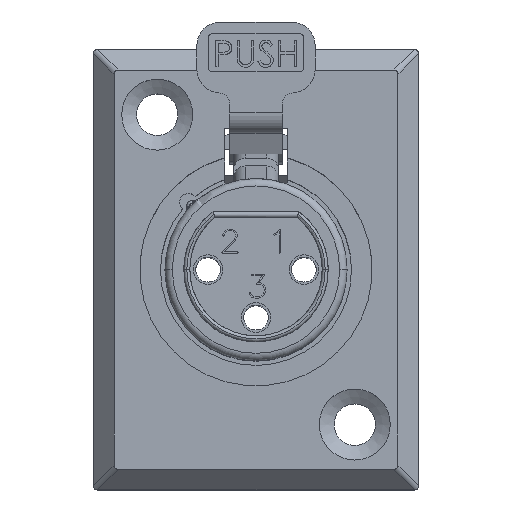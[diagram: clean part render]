
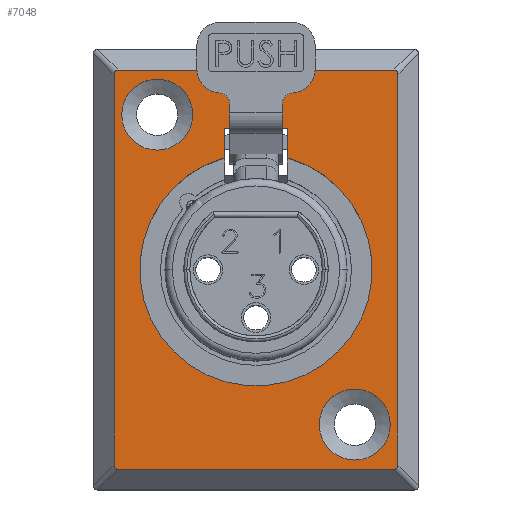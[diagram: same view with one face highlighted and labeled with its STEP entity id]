
A CAD part, top view. The second image highlights one B-rep face of the part: STEP entity #7048.
In plain terms, the highlighted planar face has unit normal (0, 0, 1).
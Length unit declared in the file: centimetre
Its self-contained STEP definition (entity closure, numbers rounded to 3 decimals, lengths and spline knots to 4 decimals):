
#340=PLANE('',#7526);
#536=ELLIPSE('',#7486,0.0866,0.05);
#537=ELLIPSE('',#7488,0.0866,0.05);
#538=ELLIPSE('',#7490,0.0866,0.05);
#539=ELLIPSE('',#7492,0.0866,0.05);
#844=LINE('',#11301,#1449);
#845=LINE('',#11303,#1450);
#846=LINE('',#11305,#1451);
#847=LINE('',#11307,#1452);
#848=LINE('',#11310,#1453);
#851=LINE('',#11316,#1456);
#855=LINE('',#11322,#1460);
#1449=VECTOR('',#8316,100.);
#1450=VECTOR('',#8319,100.);
#1451=VECTOR('',#8322,100.);
#1452=VECTOR('',#8325,100.);
#1453=VECTOR('',#8328,100.);
#1456=VECTOR('',#8333,100.);
#1460=VECTOR('',#8339,100.);
#2062=FACE_BOUND('',#2595,.T.);
#2063=FACE_BOUND('',#2596,.T.);
#2064=FACE_BOUND('',#2597,.T.);
#2190=FACE_OUTER_BOUND('',#2594,.T.);
#2594=EDGE_LOOP('',(#5316,#5317,#5318,#5319,#5320,#5321,#5322,#5323));
#2595=EDGE_LOOP('',(#5324,#5325,#5326,#5327));
#2596=EDGE_LOOP('',(#5328));
#2597=EDGE_LOOP('',(#5329));
#2955=CIRCLE('',#7366,0.3);
#2958=CIRCLE('',#7371,0.9825);
#2960=CIRCLE('',#7374,0.3);
#3165=VERTEX_POINT('',#9608);
#3169=VERTEX_POINT('',#9617);
#3170=VERTEX_POINT('',#9619);
#3172=VERTEX_POINT('',#9625);
#3270=VERTEX_POINT('',#10936);
#3271=VERTEX_POINT('',#10938);
#3276=VERTEX_POINT('',#10958);
#3277=VERTEX_POINT('',#10960);
#3282=VERTEX_POINT('',#10980);
#3283=VERTEX_POINT('',#10982);
#3288=VERTEX_POINT('',#11002);
#3289=VERTEX_POINT('',#11004);
#3306=VERTEX_POINT('',#11309);
#3308=VERTEX_POINT('',#11315);
#3857=EDGE_CURVE('',#3165,#3165,#2955,.T.);
#3861=EDGE_CURVE('',#3169,#3170,#2958,.T.);
#3864=EDGE_CURVE('',#3172,#3172,#2960,.T.);
#4001=EDGE_CURVE('',#3271,#3270,#536,.T.);
#4007=EDGE_CURVE('',#3277,#3276,#537,.T.);
#4013=EDGE_CURVE('',#3283,#3282,#538,.T.);
#4019=EDGE_CURVE('',#3289,#3288,#539,.T.);
#4062=EDGE_CURVE('',#3283,#3270,#844,.T.);
#4063=EDGE_CURVE('',#3271,#3276,#845,.T.);
#4064=EDGE_CURVE('',#3277,#3288,#846,.T.);
#4065=EDGE_CURVE('',#3289,#3282,#847,.T.);
#4066=EDGE_CURVE('',#3170,#3306,#848,.T.);
#4069=EDGE_CURVE('',#3306,#3308,#851,.T.);
#4073=EDGE_CURVE('',#3308,#3169,#855,.T.);
#5316=ORIENTED_EDGE('',*,*,#4019,.T.);
#5317=ORIENTED_EDGE('',*,*,#4064,.F.);
#5318=ORIENTED_EDGE('',*,*,#4007,.T.);
#5319=ORIENTED_EDGE('',*,*,#4063,.F.);
#5320=ORIENTED_EDGE('',*,*,#4001,.T.);
#5321=ORIENTED_EDGE('',*,*,#4062,.F.);
#5322=ORIENTED_EDGE('',*,*,#4013,.T.);
#5323=ORIENTED_EDGE('',*,*,#4065,.F.);
#5324=ORIENTED_EDGE('',*,*,#4073,.F.);
#5325=ORIENTED_EDGE('',*,*,#4069,.F.);
#5326=ORIENTED_EDGE('',*,*,#4066,.F.);
#5327=ORIENTED_EDGE('',*,*,#3861,.F.);
#5328=ORIENTED_EDGE('',*,*,#3857,.F.);
#5329=ORIENTED_EDGE('',*,*,#3864,.F.);
#7048=ADVANCED_FACE('',(#2190,#2062,#2063,#2064),#340,.F.);
#7366=AXIS2_PLACEMENT_3D('',#9609,#7916,#7917);
#7371=AXIS2_PLACEMENT_3D('',#9620,#7927,#7928);
#7374=AXIS2_PLACEMENT_3D('',#9626,#7934,#7935);
#7486=AXIS2_PLACEMENT_3D('',#10939,#8207,#8208);
#7488=AXIS2_PLACEMENT_3D('',#10961,#8215,#8216);
#7490=AXIS2_PLACEMENT_3D('',#10983,#8223,#8224);
#7492=AXIS2_PLACEMENT_3D('',#11005,#8231,#8232);
#7526=AXIS2_PLACEMENT_3D('',#11324,#8342,#8343);
#7916=DIRECTION('center_axis',(0.,0.,
1.));
#7917=DIRECTION('ref_axis',(0.,-1.,0.));
#7927=DIRECTION('center_axis',(0.,0.,1.));
#7928=DIRECTION('ref_axis',(1.,0.,0.));
#7934=DIRECTION('center_axis',(0.,0.,1.));
#7935=DIRECTION('ref_axis',(0.,-1.,0.));
#8207=DIRECTION('center_axis',(0.,0.,
1.));
#8208=DIRECTION('ref_axis',(0.707,-0.707,0.));
#8215=DIRECTION('center_axis',(0.,0.,
1.));
#8216=DIRECTION('ref_axis',(-0.707,-0.707,0.));
#8223=DIRECTION('center_axis',(0.,0.,
1.));
#8224=DIRECTION('ref_axis',(-0.707,-0.707,0.));
#8231=DIRECTION('center_axis',(0.,0.,
1.));
#8232=DIRECTION('ref_axis',(0.707,-0.707,0.));
#8316=DIRECTION('',(0.,1.,0.));
#8319=DIRECTION('',(1.,0.,0.));
#8322=DIRECTION('',(0.,-1.,0.));
#8325=DIRECTION('',(-1.,0.,0.));
#8328=DIRECTION('',(0.,1.,0.));
#8333=DIRECTION('',(-1.,0.,0.));
#8339=DIRECTION('',(0.,-1.,0.));
#8342=DIRECTION('center_axis',(0.,0.,-1.));
#8343=DIRECTION('ref_axis',(-1.,0.,0.));
#9608=CARTESIAN_POINT('',(-0.835,1.01,0.225));
#9609=CARTESIAN_POINT('Origin',(-0.835,1.31,0.225));
#9617=CARTESIAN_POINT('',(-0.2625,0.9468,0.225));
#9619=CARTESIAN_POINT('',(0.2625,0.9468,0.225));
#9620=CARTESIAN_POINT('Origin',(0.,0.,0.225));
#9625=CARTESIAN_POINT('',(0.835,-1.61,0.225));
#9626=CARTESIAN_POINT('Origin',(0.835,-1.31,0.225));
#10936=CARTESIAN_POINT('',(-1.2,1.6521,0.225));
#10938=CARTESIAN_POINT('',(-1.1646,1.6875,0.225));
#10939=CARTESIAN_POINT('Origin',(-1.1293,1.6168,0.225));
#10958=CARTESIAN_POINT('',(1.1646,1.6875,0.225));
#10960=CARTESIAN_POINT('',(1.2,1.6521,0.225));
#10961=CARTESIAN_POINT('Origin',(1.1293,1.6168,0.225));
#10980=CARTESIAN_POINT('',(-1.1646,-1.6875,0.225));
#10982=CARTESIAN_POINT('',(-1.2,-1.6521,0.225));
#10983=CARTESIAN_POINT('Origin',(-1.1293,-1.6168,0.225));
#11002=CARTESIAN_POINT('',(1.2,-1.6521,0.225));
#11004=CARTESIAN_POINT('',(1.1646,-1.6875,0.225));
#11005=CARTESIAN_POINT('Origin',(1.1293,-1.6168,0.225));
#11301=CARTESIAN_POINT('',(-1.2,0.,0.225));
#11303=CARTESIAN_POINT('',(0.,1.6875,0.225));
#11305=CARTESIAN_POINT('',(1.2,0.,0.225));
#11307=CARTESIAN_POINT('',(0.,-1.6875,0.225));
#11309=CARTESIAN_POINT('',(0.2625,1.1925,0.225));
#11310=CARTESIAN_POINT('',(0.2625,0.,0.225));
#11315=CARTESIAN_POINT('',(-0.2625,1.1925,0.225));
#11316=CARTESIAN_POINT('',(0.,1.1925,0.225));
#11322=CARTESIAN_POINT('',(-0.2625,0.,0.225));
#11324=CARTESIAN_POINT('Origin',(1.2,-1.6875,0.225));
